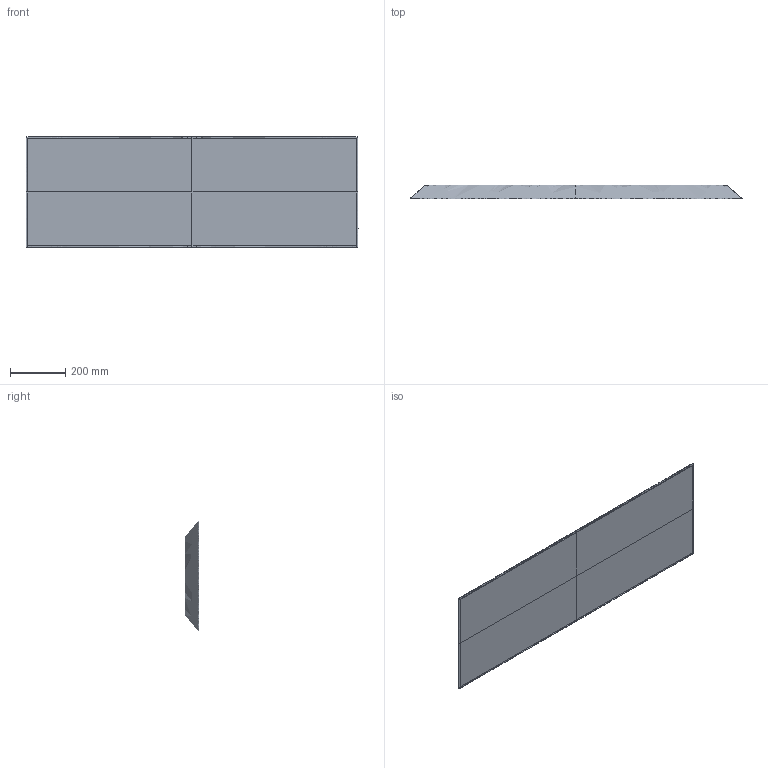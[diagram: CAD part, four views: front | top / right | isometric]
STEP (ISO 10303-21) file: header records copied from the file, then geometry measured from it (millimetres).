
FILE_DESCRIPTION(/* description */ (''),/* implementation_level */ '2;1');
FILE_NAME(/* name */ '168314 - mirage 120x40',/* time_stamp */ '2014-07-31T18:15:23+02:00',/* author */ (''),/* organization */ (''),/* preprocessor_version */ 'ST-DEVELOPER v10',/* originating_system */ '',/* authorisation */ '');
FILE_SCHEMA (('CONFIG_CONTROL_DESIGN'));
Length unit declared in the file: millimetre
Products named in the file (1): 1
Bounding box: 1200 x 50 x 400 mm (x, y, z)
Volume: 6751152.1 mm3; surface area: 1599083.3 mm2
Topology: 2 solids, 2 shells, 32 faces, 64 edges, 34 vertices
Faces by surface type: bspline 20, plane 12
Entity records: 4692 total; most frequent: CARTESIAN_POINT 4156, ORIENTED_EDGE 128, EDGE_CURVE 64, B_SPLINE_CURVE_WITH_KNOTS 64, VERTEX_POINT 34, ADVANCED_FACE 32, FACE_OUTER_BOUND 32, EDGE_LOOP 32
